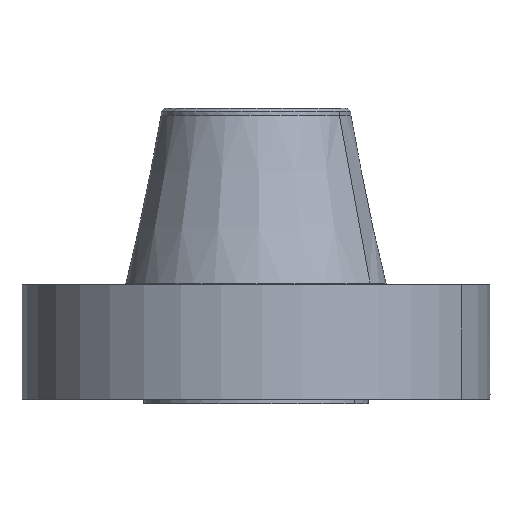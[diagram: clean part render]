
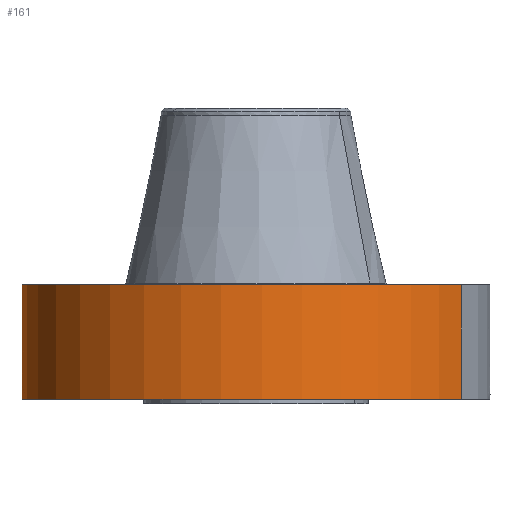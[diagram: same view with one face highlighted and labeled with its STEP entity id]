
A CAD part, left-side view. The second image highlights one B-rep face of the part: STEP entity #161.
In plain terms, the highlighted cylindrical face has radius 336.55 mm (diameter 673.1 mm), a partial arc.
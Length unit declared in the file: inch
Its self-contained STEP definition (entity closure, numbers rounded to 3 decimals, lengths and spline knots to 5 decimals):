
#38=AXIS2_PLACEMENT_3D('Cylinder Axis2P3D',#35,#36,#37) ;
#42=AXIS2_PLACEMENT_3D('Circle Axis2P3D',#40,#41,$) ;
#58=AXIS2_PLACEMENT_3D('Circle Axis2P3D',#56,#57,$) ;
#35=CARTESIAN_POINT('Axis2P3D Location',(0.,0.,8.375)) ;
#40=CARTESIAN_POINT('Axis2P3D Location',(0.,0.,0.25)) ;
#44=CARTESIAN_POINT('Vertex',(-6.35239,-11.62797,0.25)) ;
#46=CARTESIAN_POINT('Vertex',(6.35239,11.62797,0.25)) ;
#49=CARTESIAN_POINT('Line Origine',(-6.35239,-11.62797,3.5)) ;
#53=CARTESIAN_POINT('Vertex',(-6.35239,-11.62797,6.75)) ;
#56=CARTESIAN_POINT('Axis2P3D Location',(0.,0.,6.75)) ;
#60=CARTESIAN_POINT('Vertex',(6.35239,11.62797,6.75)) ;
#63=CARTESIAN_POINT('Line Origine',(6.35239,11.62797,3.5)) ;
#75=CARTESIAN_POINT('Control Point',(-0.00072,13.25,1.29412)) ;
#76=CARTESIAN_POINT('Control Point',(-0.01915,13.25,1.29408)) ;
#77=CARTESIAN_POINT('Control Point',(-0.03758,13.24996,1.2926)) ;
#78=CARTESIAN_POINT('Control Point',(-0.05578,13.24988,1.28969)) ;
#79=CARTESIAN_POINT('Vertex',(-0.00072,13.25,1.29412)) ;
#81=CARTESIAN_POINT('Vertex',(-0.05578,13.24988,1.2897)) ;
#85=CARTESIAN_POINT('Control Point',(-0.05578,13.24988,1.28969)) ;
#86=CARTESIAN_POINT('Control Point',(-0.09603,13.24971,1.2852)) ;
#87=CARTESIAN_POINT('Control Point',(-0.13563,13.24936,1.27337)) ;
#88=CARTESIAN_POINT('Control Point',(-0.17208,13.24888,1.25501)) ;
#89=CARTESIAN_POINT('Vertex',(-0.17208,13.24888,1.25501)) ;
#93=CARTESIAN_POINT('Control Point',(-0.03086,13.24996,0.53118)) ;
#94=CARTESIAN_POINT('Control Point',(-0.10004,13.2498,0.53994)) ;
#95=CARTESIAN_POINT('Control Point',(-0.16689,13.2492,0.56415)) ;
#96=CARTESIAN_POINT('Control Point',(-0.22659,13.24821,0.60296)) ;
#97=CARTESIAN_POINT('Control Point',(-0.29903,13.24669,0.677)) ;
#98=CARTESIAN_POINT('Control Point',(-0.34381,13.24555,0.76725)) ;
#99=CARTESIAN_POINT('Control Point',(-0.35526,13.24524,0.79796)) ;
#100=CARTESIAN_POINT('Control Point',(-0.37377,13.24473,0.86926)) ;
#101=CARTESIAN_POINT('Control Point',(-0.37544,13.24468,0.9426)) ;
#102=CARTESIAN_POINT('Control Point',(-0.37106,13.24481,0.98323)) ;
#103=CARTESIAN_POINT('Control Point',(-0.34862,13.24544,1.07566)) ;
#104=CARTESIAN_POINT('Control Point',(-0.29924,13.24667,1.15703)) ;
#105=CARTESIAN_POINT('Control Point',(-0.26281,13.24749,1.19795)) ;
#106=CARTESIAN_POINT('Control Point',(-0.21965,13.24826,1.23106)) ;
#107=CARTESIAN_POINT('Control Point',(-0.17208,13.24888,1.25501)) ;
#108=CARTESIAN_POINT('Vertex',(-0.03086,13.24996,0.53118)) ;
#112=CARTESIAN_POINT('Control Point',(-0.03086,13.24996,0.53118)) ;
#113=CARTESIAN_POINT('Control Point',(-0.02057,13.24999,0.53087)) ;
#114=CARTESIAN_POINT('Control Point',(-0.01027,13.25,0.53094)) ;
#115=CARTESIAN_POINT('Control Point',(0.,13.25,0.53137)) ;
#116=CARTESIAN_POINT('Vertex',(0.,13.25,0.53137)) ;
#120=CARTESIAN_POINT('Control Point',(0.19276,13.2486,0.58717)) ;
#121=CARTESIAN_POINT('Control Point',(0.14906,13.24923,0.5619)) ;
#122=CARTESIAN_POINT('Control Point',(0.10113,13.24974,0.54373)) ;
#123=CARTESIAN_POINT('Control Point',(0.05081,13.25,0.53353)) ;
#124=CARTESIAN_POINT('Control Point',(0.,13.25,0.53137)) ;
#125=CARTESIAN_POINT('Vertex',(0.19276,13.2486,0.58717)) ;
#129=CARTESIAN_POINT('Control Point',(0.19276,13.2486,0.58717)) ;
#130=CARTESIAN_POINT('Control Point',(0.24968,13.24777,0.62009)) ;
#131=CARTESIAN_POINT('Control Point',(0.2999,13.24673,0.66431)) ;
#132=CARTESIAN_POINT('Control Point',(0.34027,13.24568,0.71833)) ;
#133=CARTESIAN_POINT('Control Point',(0.38479,13.24442,0.81641)) ;
#134=CARTESIAN_POINT('Control Point',(0.39357,13.24415,0.9217)) ;
#135=CARTESIAN_POINT('Control Point',(0.39152,13.24421,0.96181)) ;
#136=CARTESIAN_POINT('Control Point',(0.37749,13.24464,1.03666)) ;
#137=CARTESIAN_POINT('Control Point',(0.34549,13.24551,1.10505)) ;
#138=CARTESIAN_POINT('Control Point',(0.32648,13.246,1.13547)) ;
#139=CARTESIAN_POINT('Control Point',(0.26462,13.24747,1.21225)) ;
#140=CARTESIAN_POINT('Control Point',(0.18123,13.24893,1.26546)) ;
#141=CARTESIAN_POINT('Control Point',(0.12212,13.24965,1.28763)) ;
#142=CARTESIAN_POINT('Control Point',(0.06058,13.25,1.29712)) ;
#143=CARTESIAN_POINT('Control Point',(-0.00003,13.25,1.29415)) ;
#144=CARTESIAN_POINT('Vertex',(-0.00003,13.25,1.29415)) ;
#148=CARTESIAN_POINT('Control Point',(-0.00072,13.25,1.29412)) ;
#149=CARTESIAN_POINT('Control Point',(-0.00037,13.25,1.29414)) ;
#150=CARTESIAN_POINT('Control Point',(-0.00003,13.25,1.29415)) ;
#36=DIRECTION('Axis2P3D Direction',(0.,0.,-0.039)) ;
#37=DIRECTION('Axis2P3D XDirection',(0.019,0.035,0.)) ;
#41=DIRECTION('Axis2P3D Direction',(0.,0.,-0.039)) ;
#50=DIRECTION('Vector Direction',(0.,0.,-0.039)) ;
#57=DIRECTION('Axis2P3D Direction',(0.,0.,-0.039)) ;
#64=DIRECTION('Vector Direction',(0.,0.,-0.039)) ;
#51=VECTOR('Line Direction',#50,0.03937) ;
#65=VECTOR('Line Direction',#64,0.03937) ;
#69=ORIENTED_EDGE('',*,*,#48,.F.) ;
#70=ORIENTED_EDGE('',*,*,#55,.T.) ;
#71=ORIENTED_EDGE('',*,*,#62,.T.) ;
#72=ORIENTED_EDGE('',*,*,#67,.F.) ;
#153=ORIENTED_EDGE('',*,*,#83,.T.) ;
#154=ORIENTED_EDGE('',*,*,#91,.T.) ;
#155=ORIENTED_EDGE('',*,*,#110,.F.) ;
#156=ORIENTED_EDGE('',*,*,#118,.T.) ;
#157=ORIENTED_EDGE('',*,*,#127,.F.) ;
#158=ORIENTED_EDGE('',*,*,#146,.T.) ;
#159=ORIENTED_EDGE('',*,*,#151,.F.) ;
#160=FACE_BOUND('',#152,.T.) ;
#161=ADVANCED_FACE('PartBody',(#73,#160),#39,.T.) ;
#74=B_SPLINE_CURVE_WITH_KNOTS('',3,(#75,#76,#77,#78),.UNSPECIFIED.,.F.,.U.,(4,4),(34.61648,36.66156),.UNSPECIFIED.) ;
#84=B_SPLINE_CURVE_WITH_KNOTS('',3,(#85,#86,#87,#88),.UNSPECIFIED.,.F.,.U.,(4,4),(0.,4.55153),.UNSPECIFIED.) ;
#92=B_SPLINE_CURVE_WITH_KNOTS('',5,(#93,#94,#95,#96,#97,#98,#99,#100,#101,#102,#103,#104,#105,#106,#107),.UNSPECIFIED.,.F.,.U.,(6,3,3,3,6),(0.,12.11998,17.97893,25.35677,35.25725),.UNSPECIFIED.) ;
#111=B_SPLINE_CURVE_WITH_KNOTS('',3,(#112,#113,#114,#115),.UNSPECIFIED.,.F.,.U.,(4,4),(0.,1.07348),.UNSPECIFIED.) ;
#119=B_SPLINE_CURVE_WITH_KNOTS('',4,(#120,#121,#122,#123,#124),.UNSPECIFIED.,.F.,.U.,(5,5),(0.,7.07985),.UNSPECIFIED.) ;
#128=B_SPLINE_CURVE_WITH_KNOTS('',5,(#129,#130,#131,#132,#133,#134,#135,#136,#137,#138,#139,#140,#141,#142,#143),.UNSPECIFIED.,.F.,.U.,(6,3,3,3,6),(0.,11.52731,18.58493,24.99295,36.32102),.UNSPECIFIED.) ;
#147=B_SPLINE_CURVE_WITH_KNOTS('',2,(#148,#149,#150),.UNSPECIFIED.,.F.,.U.,(3,3),(1.0266,1.0524),.UNSPECIFIED.) ;
#43=CIRCLE('generated circle',#42,13.25) ;
#59=CIRCLE('generated circle',#58,13.25) ;
#39=CYLINDRICAL_SURFACE('generated cylinder',#38,13.25) ;
#48=EDGE_CURVE('',#45,#47,#43,.T.) ;
#55=EDGE_CURVE('',#45,#54,#52,.F.) ;
#62=EDGE_CURVE('',#54,#61,#59,.T.) ;
#67=EDGE_CURVE('',#47,#61,#66,.F.) ;
#83=EDGE_CURVE('',#80,#82,#74,.T.) ;
#91=EDGE_CURVE('',#82,#90,#84,.T.) ;
#110=EDGE_CURVE('',#109,#90,#92,.T.) ;
#118=EDGE_CURVE('',#109,#117,#111,.T.) ;
#127=EDGE_CURVE('',#126,#117,#119,.T.) ;
#146=EDGE_CURVE('',#126,#145,#128,.T.) ;
#151=EDGE_CURVE('',#80,#145,#147,.T.) ;
#68=EDGE_LOOP('',(#69,#70,#71,#72)) ;
#152=EDGE_LOOP('',(#153,#154,#155,#156,#157,#158,#159)) ;
#73=FACE_OUTER_BOUND('',#68,.T.) ;
#52=LINE('Line',#49,#51) ;
#66=LINE('Line',#63,#65) ;
#45=VERTEX_POINT('',#44) ;
#47=VERTEX_POINT('',#46) ;
#54=VERTEX_POINT('',#53) ;
#61=VERTEX_POINT('',#60) ;
#80=VERTEX_POINT('',#79) ;
#82=VERTEX_POINT('',#81) ;
#90=VERTEX_POINT('',#89) ;
#109=VERTEX_POINT('',#108) ;
#117=VERTEX_POINT('',#116) ;
#126=VERTEX_POINT('',#125) ;
#145=VERTEX_POINT('',#144) ;
